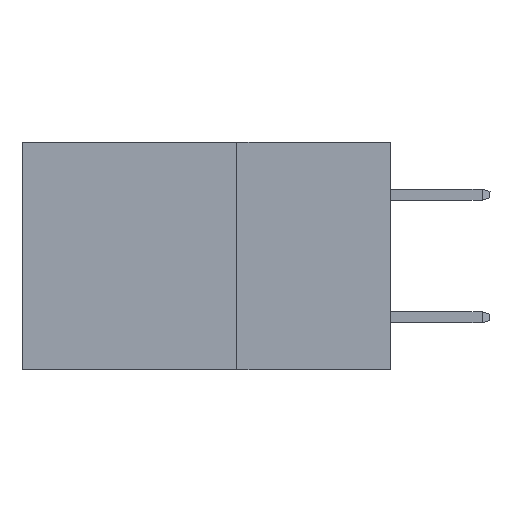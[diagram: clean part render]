
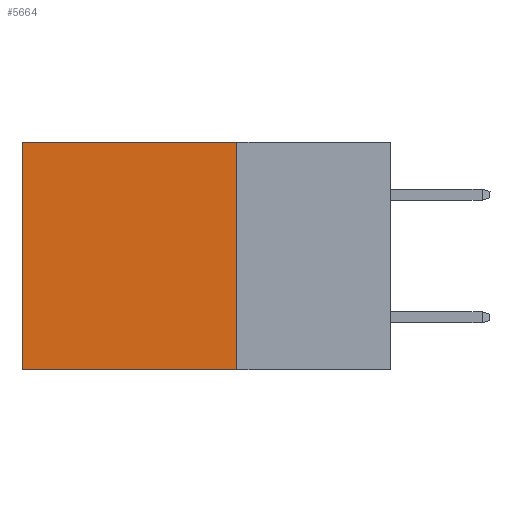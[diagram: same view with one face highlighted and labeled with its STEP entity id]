
A CAD part, left-side view. The second image highlights one B-rep face of the part: STEP entity #5664.
In plain terms, the highlighted planar face has unit normal (-1, 0, 0).
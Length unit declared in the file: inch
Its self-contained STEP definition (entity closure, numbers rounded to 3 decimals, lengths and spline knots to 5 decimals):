
#330 = EDGE_CURVE ( 'NONE', #10449, #5818, #720, .T. ) ;
#720 = LINE ( 'NONE', #1888, #7635 ) ;
#1888 = CARTESIAN_POINT ( 'NONE',  ( 0.2875, 0.25, 0. ) ) ;
#2354 = EDGE_CURVE ( 'NONE', #10449, #8224, #6919, .T. ) ;
#2647 = DIRECTION ( 'NONE',  ( 0., 1., 0. ) ) ;
#3210 = CARTESIAN_POINT ( 'NONE',  ( 0.2875, 0.25, 0. ) ) ;
#3376 = EDGE_CURVE ( 'NONE', #5818, #9232, #9153, .T. ) ;
#4266 = VECTOR ( 'NONE', #2647, 39.37008 ) ;
#4814 = VECTOR ( 'NONE', #7919, 39.37008 ) ;
#5129 = ORIENTED_EDGE ( 'NONE', *, *, #3376, .F. ) ;
#5206 = CARTESIAN_POINT ( 'NONE',  ( 0.2875, 0.6, 0. ) ) ;
#5244 = CARTESIAN_POINT ( 'NONE',  ( 0.2875, 0.25, 0. ) ) ;
#5316 = ORIENTED_EDGE ( 'NONE', *, *, #2354, .T. ) ;
#5647 = EDGE_CURVE ( 'NONE', #8224, #9232, #5783, .T. ) ;
#5664 = ADVANCED_FACE ( 'NONE', ( #9442 ), #10574, .F. ) ;
#5783 = LINE ( 'NONE', #5206, #7869 ) ;
#5818 = VERTEX_POINT ( 'NONE', #9445 ) ;
#6144 = DIRECTION ( 'NONE',  ( 0., 0., -1. ) ) ;
#6595 = EDGE_LOOP ( 'NONE', ( #8314, #5129, #7609, #5316 ) ) ;
#6799 = CARTESIAN_POINT ( 'NONE',  ( 0.2875, 0.6, -0.37 ) ) ;
#6919 = LINE ( 'NONE', #3210, #4266 ) ;
#7043 = DIRECTION ( 'NONE',  ( 0., 0., -1. ) ) ;
#7609 = ORIENTED_EDGE ( 'NONE', *, *, #330, .F. ) ;
#7635 = VECTOR ( 'NONE', #7043, 39.37008 ) ;
#7869 = VECTOR ( 'NONE', #9218, 39.37008 ) ;
#7919 = DIRECTION ( 'NONE',  ( 0., 1., 0. ) ) ;
#7921 = CARTESIAN_POINT ( 'NONE',  ( 0.2875, 0.6, 0. ) ) ;
#8224 = VERTEX_POINT ( 'NONE', #7921 ) ;
#8314 = ORIENTED_EDGE ( 'NONE', *, *, #5647, .T. ) ;
#8349 = CARTESIAN_POINT ( 'NONE',  ( 0.2875, 0.25, -0.37 ) ) ;
#9153 = LINE ( 'NONE', #8349, #4814 ) ;
#9218 = DIRECTION ( 'NONE',  ( 0., 0., -1. ) ) ;
#9232 = VERTEX_POINT ( 'NONE', #6799 ) ;
#9442 = FACE_OUTER_BOUND ( 'NONE', #6595, .T. ) ;
#9445 = CARTESIAN_POINT ( 'NONE',  ( 0.2875, 0.25, -0.37 ) ) ;
#10389 = AXIS2_PLACEMENT_3D ( 'NONE', #5244, #10605, #6144 ) ;
#10449 = VERTEX_POINT ( 'NONE', #10875 ) ;
#10574 = PLANE ( 'NONE',  #10389 ) ;
#10605 = DIRECTION ( 'NONE',  ( 1., 0., 0. ) ) ;
#10875 = CARTESIAN_POINT ( 'NONE',  ( 0.2875, 0.25, 0. ) ) ;
